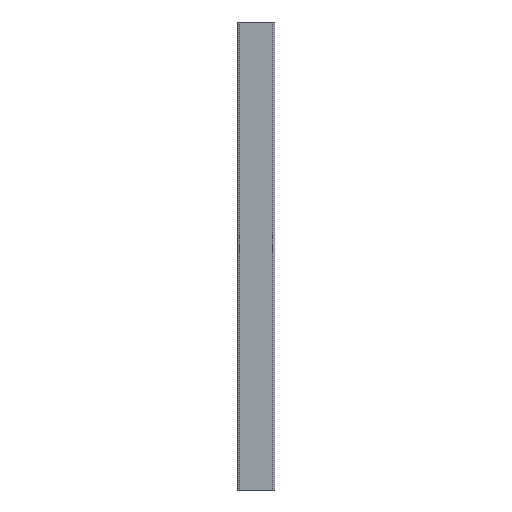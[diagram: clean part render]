
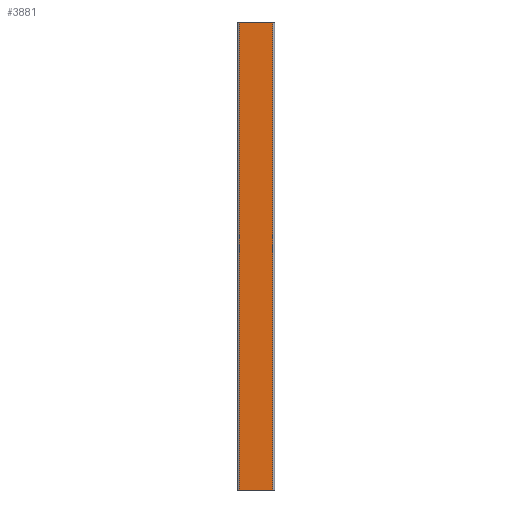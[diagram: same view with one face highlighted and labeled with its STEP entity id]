
A CAD part, front view. The second image highlights one B-rep face of the part: STEP entity #3881.
In plain terms, the highlighted planar face has unit normal (0, -1, 0).
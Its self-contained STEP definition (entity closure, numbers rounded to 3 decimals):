
#84=PLANE($,#4232);
#251=FACE_OUTER_BOUND($,#447,.T.);
#447=EDGE_LOOP($,(#3001,#3002,#3003,#3004));
#773=LINE($,#6363,#1149);
#774=LINE($,#6366,#1150);
#775=LINE($,#6368,#1151);
#776=LINE($,#6369,#1152);
#1149=VECTOR($,#5180,1000.);
#1150=VECTOR($,#5183,72.);
#1151=VECTOR($,#5184,72.);
#1152=VECTOR($,#5185,1000.);
#1753=VERTEX_POINT($,#6359);
#1754=VERTEX_POINT($,#6361);
#1755=VERTEX_POINT($,#6365);
#1756=VERTEX_POINT($,#6367);
#2279=EDGE_CURVE($,#1753,#1754,#773,.T.);
#2280=EDGE_CURVE($,#1755,#1753,#774,.T.);
#2281=EDGE_CURVE($,#1756,#1754,#775,.T.);
#2282=EDGE_CURVE($,#1755,#1756,#776,.T.);
#3001=ORIENTED_EDGE($,*,*,#2280,.T.);
#3002=ORIENTED_EDGE($,*,*,#2279,.T.);
#3003=ORIENTED_EDGE($,*,*,#2281,.F.);
#3004=ORIENTED_EDGE($,*,*,#2282,.F.);
#3881=ADVANCED_FACE($,(#251),#84,.T.);
#4232=AXIS2_PLACEMENT_3D($,#6364,#5181,#5182);
#5180=DIRECTION($,(0.,0.,1.));
#5181=DIRECTION('center_axis',(0.,-1.,0.));
#5182=DIRECTION('ref_axis',(1.,0.,0.));
#5183=DIRECTION($,(1.,0.,0.));
#5184=DIRECTION($,(1.,0.,0.));
#5185=DIRECTION($,(0.,0.,1.));
#6359=CARTESIAN_POINT('',(72.,0.,0.));
#6361=CARTESIAN_POINT('',(72.,0.,1000.));
#6363=CARTESIAN_POINT($,(72.,0.,0.));
#6364=CARTESIAN_POINT('Origin',(0.,0.,0.));
#6365=CARTESIAN_POINT('',(0.,0.,0.));
#6366=CARTESIAN_POINT($,(0.,0.,0.));
#6367=CARTESIAN_POINT('',(0.,0.,1000.));
#6368=CARTESIAN_POINT($,(0.,0.,1000.));
#6369=CARTESIAN_POINT($,(0.,0.,0.));
